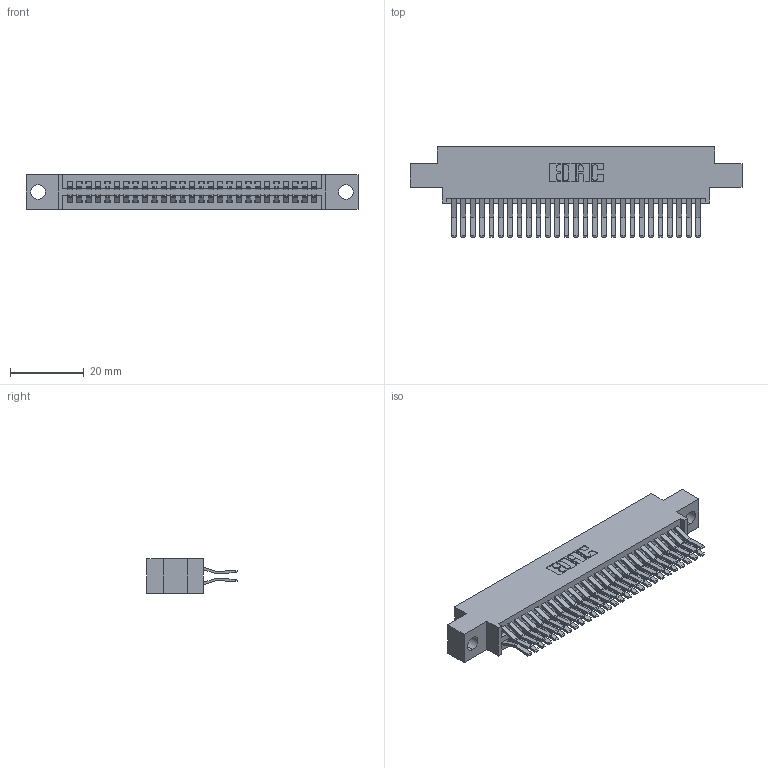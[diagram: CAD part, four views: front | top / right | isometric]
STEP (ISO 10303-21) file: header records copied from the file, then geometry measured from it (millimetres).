
FILE_DESCRIPTION (( 'STEP AP203' ), '1' );
FILE_NAME ('395-054-560-804.STEP', '2018-11-21T22:12:14', ( '' ), ( '' ), 'SwSTEP 2.0', 'SolidWorks 2016', '' );
FILE_SCHEMA (( 'CONFIG_CONTROL_DESIGN' ));
Length unit declared in the file: inch
Products named in the file (3): 345-292-001_560 Tail; 395-054-560-804; 345 Part_0.170 Offset - 0.156 Dia-TH
Assembly tree (55 placements, depth 2):
  395-054-560-804
    345 Part_0.170 Offset - 0.156 Dia-TH
    345-292-001_560 Tail  x54
Bounding box: 89.79 x 24.45 x 9.4 mm (x, y, z)
Volume: 8735.7 mm3; surface area: 13491.2 mm2
Topology: 55 solids, 55 shells, 2938 faces, 8723 edges, 5742 vertices
Faces by surface type: plane 1866, cylinder 1072
Entity records: 23427 total; most frequent: CARTESIAN_POINT 3944, ORIENTED_EDGE 3878, DIRECTION 3499, EDGE_CURVE 1939, LINE 1695, VECTOR 1695, VERTEX_POINT 1290, AXIS2_PLACEMENT_3D 902
